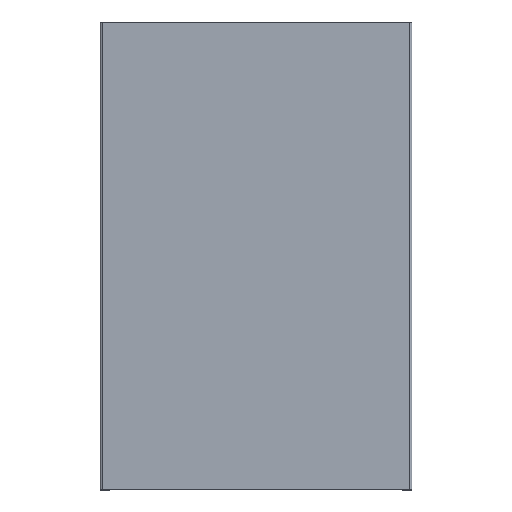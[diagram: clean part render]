
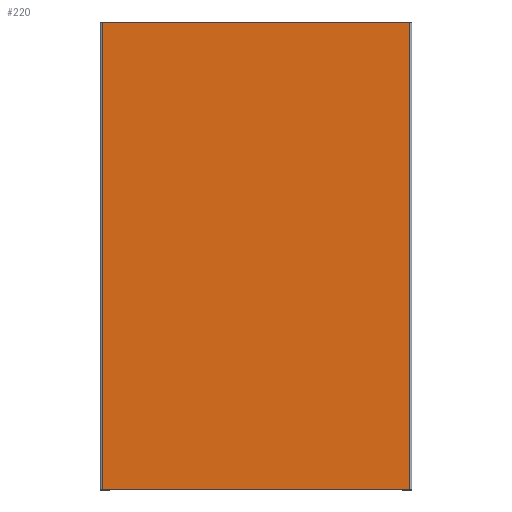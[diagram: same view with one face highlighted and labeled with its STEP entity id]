
A CAD part, top view. The second image highlights one B-rep face of the part: STEP entity #220.
In plain terms, the highlighted planar face has unit normal (0, 0, 1).
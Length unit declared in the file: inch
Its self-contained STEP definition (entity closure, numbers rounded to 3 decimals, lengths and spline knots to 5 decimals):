
#157=CARTESIAN_POINT('',(9.96295,12.85274,0.63806));
#158=VERTEX_POINT('',#157);
#166=CARTESIAN_POINT('',(9.96295,6.85274,0.63806));
#167=VERTEX_POINT('',#166);
#168=CARTESIAN_POINT('',(9.96295,6.85274,0.63806));
#169=DIRECTION('',(0.,1.,0.));
#170=VECTOR('',#169,1.);
#171=LINE('',#168,#170);
#172=EDGE_CURVE('',#167,#158,#171,.T.);
#190=CARTESIAN_POINT('',(6.02295,12.85274,0.63806));
#191=VERTEX_POINT('',#190);
#192=CARTESIAN_POINT('',(6.02295,12.85274,0.63806));
#193=DIRECTION('',(-1.,0.,0.));
#194=VECTOR('',#193,1.);
#195=LINE('',#192,#194);
#196=EDGE_CURVE('',#158,#191,#195,.T.);
#197=ORIENTED_EDGE('',*,*,#196,.T.);
#198=CARTESIAN_POINT('',(6.02295,6.85274,0.63806));
#199=VERTEX_POINT('',#198);
#200=CARTESIAN_POINT('',(6.02295,6.85274,0.63806));
#201=DIRECTION('',(0.,1.,0.));
#202=VECTOR('',#201,1.);
#203=LINE('',#200,#202);
#204=EDGE_CURVE('',#199,#191,#203,.T.);
#205=ORIENTED_EDGE('',*,*,#204,.F.);
#206=CARTESIAN_POINT('',(6.02295,6.85274,0.63806));
#207=DIRECTION('',(1.,0.,0.));
#208=VECTOR('',#207,1.);
#209=LINE('',#206,#208);
#210=EDGE_CURVE('',#199,#167,#209,.T.);
#211=ORIENTED_EDGE('',*,*,#210,.T.);
#212=ORIENTED_EDGE('',*,*,#172,.T.);
#213=EDGE_LOOP('',(#197,#205,#211,#212));
#214=FACE_OUTER_BOUND('',#213,.T.);
#215=CARTESIAN_POINT('',(7.99295,6.85274,0.63806));
#216=DIRECTION('',(0.,0.,1.));
#217=DIRECTION('',(1.,0.,0.));
#218=AXIS2_PLACEMENT_3D('',#215,#216,#217);
#219=PLANE('',#218);
#220=ADVANCED_FACE('',(#214),#219,.T.);
